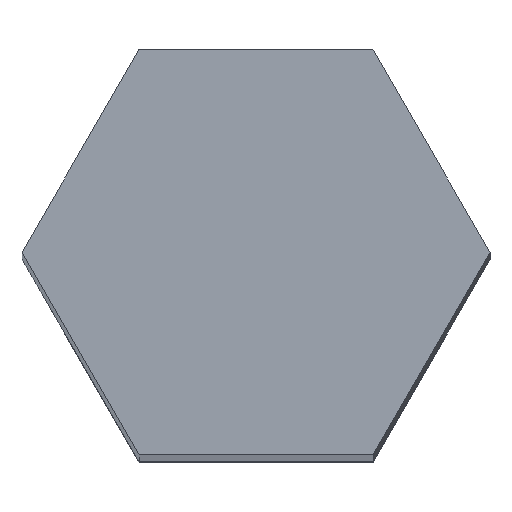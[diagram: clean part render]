
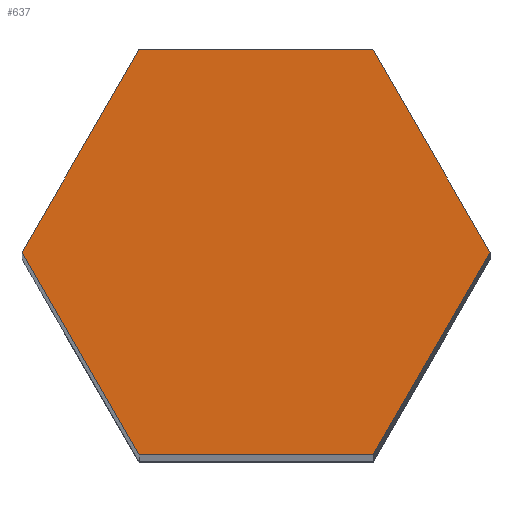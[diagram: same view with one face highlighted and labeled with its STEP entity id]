
A CAD part, top view. The second image highlights one B-rep face of the part: STEP entity #637.
In plain terms, the highlighted planar face has unit normal (0, 0, 1).
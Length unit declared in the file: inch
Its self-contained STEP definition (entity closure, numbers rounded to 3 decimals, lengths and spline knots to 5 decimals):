
#1 = CARTESIAN_POINT ( 'NONE',  ( 0., 0., 3.75 ) ) ;
#6 = VERTEX_POINT ( 'NONE', #650 ) ;
#38 = DIRECTION ( 'NONE',  ( 0., 0., 1. ) ) ;
#40 = EDGE_CURVE ( 'NONE', #1060, #6, #308, .T. ) ;
#49 = EDGE_CURVE ( 'NONE', #426, #1171, #58, .T. ) ;
#58 = LINE ( 'NONE', #630, #393 ) ;
#119 = VECTOR ( 'NONE', #378, 39.37008 ) ;
#131 = CARTESIAN_POINT ( 'NONE',  ( -0.14434, 0.25, 3.75 ) ) ;
#144 = AXIS2_PLACEMENT_3D ( 'NONE', #1, #38, #208 ) ;
#149 = VERTEX_POINT ( 'NONE', #1162 ) ;
#155 = DIRECTION ( 'NONE',  ( -0.5, -0.866, 0. ) ) ;
#166 = EDGE_LOOP ( 'NONE', ( #702, #457, #1227, #328, #957, #728 ) ) ;
#172 = DIRECTION ( 'NONE',  ( -0.5, 0.866, 0. ) ) ;
#175 = VECTOR ( 'NONE', #906, 39.37008 ) ;
#208 = DIRECTION ( 'NONE',  ( 1., 0., 0. ) ) ;
#214 = PLANE ( 'NONE',  #144 ) ;
#254 = CARTESIAN_POINT ( 'NONE',  ( 0.14434, 0.25, 3.75 ) ) ;
#277 = LINE ( 'NONE', #870, #175 ) ;
#308 = LINE ( 'NONE', #652, #732 ) ;
#320 = EDGE_CURVE ( 'NONE', #6, #1109, #277, .T. ) ;
#323 = LINE ( 'NONE', #922, #119 ) ;
#328 = ORIENTED_EDGE ( 'NONE', *, *, #734, .T. ) ;
#349 = CARTESIAN_POINT ( 'NONE',  ( -0.28868, 0., 3.75 ) ) ;
#355 = EDGE_CURVE ( 'NONE', #1109, #149, #323, .T. ) ;
#378 = DIRECTION ( 'NONE',  ( 0.5, 0.866, 0. ) ) ;
#393 = VECTOR ( 'NONE', #814, 39.37008 ) ;
#426 = VERTEX_POINT ( 'NONE', #254 ) ;
#457 = ORIENTED_EDGE ( 'NONE', *, *, #748, .T. ) ;
#486 = VECTOR ( 'NONE', #155, 39.37008 ) ;
#499 = CARTESIAN_POINT ( 'NONE',  ( 0.28868, 0., 3.75 ) ) ;
#590 = LINE ( 'NONE', #131, #486 ) ;
#630 = CARTESIAN_POINT ( 'NONE',  ( 0.14434, 0.25, 3.75 ) ) ;
#637 = ADVANCED_FACE ( 'NONE', ( #1214 ), #214, .T. ) ;
#647 = DIRECTION ( 'NONE',  ( 0.5, -0.866, 0. ) ) ;
#650 = CARTESIAN_POINT ( 'NONE',  ( -0.14434, -0.25, 3.75 ) ) ;
#652 = CARTESIAN_POINT ( 'NONE',  ( -0.28868, 0., 3.75 ) ) ;
#666 = LINE ( 'NONE', #499, #1148 ) ;
#702 = ORIENTED_EDGE ( 'NONE', *, *, #355, .T. ) ;
#728 = ORIENTED_EDGE ( 'NONE', *, *, #320, .T. ) ;
#732 = VECTOR ( 'NONE', #647, 39.37008 ) ;
#734 = EDGE_CURVE ( 'NONE', #1171, #1060, #590, .T. ) ;
#748 = EDGE_CURVE ( 'NONE', #149, #426, #666, .T. ) ;
#814 = DIRECTION ( 'NONE',  ( -1., 0., 0. ) ) ;
#868 = CARTESIAN_POINT ( 'NONE',  ( 0.14434, -0.25, 3.75 ) ) ;
#870 = CARTESIAN_POINT ( 'NONE',  ( -0.14434, -0.25, 3.75 ) ) ;
#906 = DIRECTION ( 'NONE',  ( 1., 0., 0. ) ) ;
#922 = CARTESIAN_POINT ( 'NONE',  ( 0.14434, -0.25, 3.75 ) ) ;
#957 = ORIENTED_EDGE ( 'NONE', *, *, #40, .T. ) ;
#1060 = VERTEX_POINT ( 'NONE', #349 ) ;
#1109 = VERTEX_POINT ( 'NONE', #868 ) ;
#1148 = VECTOR ( 'NONE', #172, 39.37008 ) ;
#1158 = CARTESIAN_POINT ( 'NONE',  ( -0.14434, 0.25, 3.75 ) ) ;
#1162 = CARTESIAN_POINT ( 'NONE',  ( 0.28868, 0., 3.75 ) ) ;
#1171 = VERTEX_POINT ( 'NONE', #1158 ) ;
#1214 = FACE_OUTER_BOUND ( 'NONE', #166, .T. ) ;
#1227 = ORIENTED_EDGE ( 'NONE', *, *, #49, .T. ) ;
